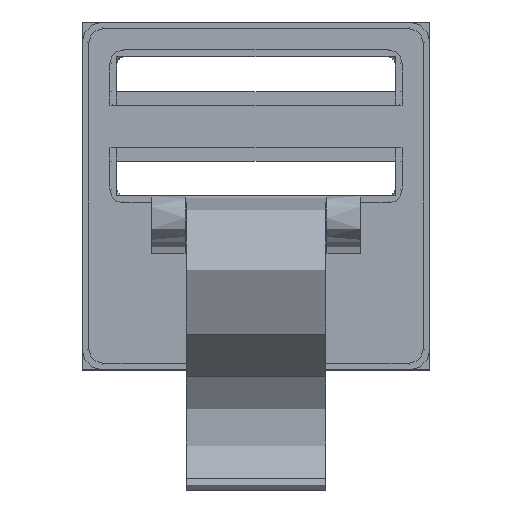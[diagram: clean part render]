
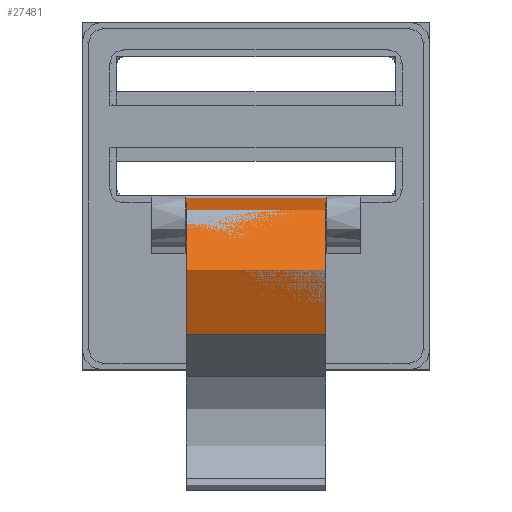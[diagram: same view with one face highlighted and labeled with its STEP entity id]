
A CAD part, top view. The second image highlights one B-rep face of the part: STEP entity #27481.
In plain terms, the highlighted cylindrical face has radius 11.575 mm (diameter 23.15 mm), a partial arc.
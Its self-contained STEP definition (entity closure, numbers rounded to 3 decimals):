
#26664 = CYLINDRICAL_SURFACE('',#26665,3.2);
#26665 = AXIS2_PLACEMENT_3D('',#26666,#26667,#26668);
#26666 = CARTESIAN_POINT('',(-13.15,7.,-10.));
#26667 = DIRECTION('',(0.,0.,-1.));
#26668 = DIRECTION('',(1.,0.,0.));
#26693 = PLANE('',#26694);
#26694 = AXIS2_PLACEMENT_3D('',#26695,#26696,#26697);
#26695 = CARTESIAN_POINT('',(-28.946,11.127,10.));
#26696 = DIRECTION('',(0.,0.,-1.));
#26697 = DIRECTION('',(0.,-1.,0.));
#26752 = PLANE('',#26753);
#26753 = AXIS2_PLACEMENT_3D('',#26754,#26755,#26756);
#26754 = CARTESIAN_POINT('',(-28.946,11.127,-10.));
#26755 = DIRECTION('',(0.,0.,-1.));
#26756 = DIRECTION('',(0.,-1.,0.));
#27368 = PLANE('',#27369);
#27369 = AXIS2_PLACEMENT_3D('',#27370,#27371,#27372);
#27370 = CARTESIAN_POINT('',(-29.872,16.798,-10.));
#27371 = DIRECTION('',(0.743,-0.669,0.));
#27372 = DIRECTION('',(-0.669,-0.743,0.));
#27409 = EDGE_CURVE('',#27410,#27412,#27414,.T.);
#27410 = VERTEX_POINT('',#27411);
#27411 = CARTESIAN_POINT('',(-29.872,16.798,-10.));
#27412 = VERTEX_POINT('',#27413);
#27413 = CARTESIAN_POINT('',(-29.872,16.798,10.));
#27414 = SURFACE_CURVE('',#27415,(#27419,#27426),.PCURVE_S1.);
#27415 = LINE('',#27416,#27417);
#27416 = CARTESIAN_POINT('',(-29.872,16.798,-10.));
#27417 = VECTOR('',#27418,1.);
#27418 = DIRECTION('',(0.,0.,1.));
#27419 = PCURVE('',#27368,#27420);
#27420 = DEFINITIONAL_REPRESENTATION('',(#27421),#27425);
#27421 = LINE('',#27422,#27423);
#27422 = CARTESIAN_POINT('',(0.,0.));
#27423 = VECTOR('',#27424,1.);
#27424 = DIRECTION('',(0.,-1.));
#27425 = ( GEOMETRIC_REPRESENTATION_CONTEXT(2) 
PARAMETRIC_REPRESENTATION_CONTEXT() REPRESENTATION_CONTEXT('2D SPACE',''
  ) );
#27426 = PCURVE('',#27427,#27432);
#27427 = CYLINDRICAL_SURFACE('',#27428,11.575);
#27428 = AXIS2_PLACEMENT_3D('',#27429,#27430,#27431);
#27429 = CARTESIAN_POINT('',(-21.269,9.055,-10.));
#27430 = DIRECTION('',(0.,0.,-1.));
#27431 = DIRECTION('',(1.,0.,0.));
#27432 = DEFINITIONAL_REPRESENTATION('',(#27433),#27437);
#27433 = LINE('',#27434,#27435);
#27434 = CARTESIAN_POINT('',(-8.692,0.));
#27435 = VECTOR('',#27436,1.);
#27436 = DIRECTION('',(-0.,-1.));
#27437 = ( GEOMETRIC_REPRESENTATION_CONTEXT(2) 
PARAMETRIC_REPRESENTATION_CONTEXT() REPRESENTATION_CONTEXT('2D SPACE',''
  ) );
#27481 = ADVANCED_FACE('',(#27482),#27427,.T.);
#27482 = FACE_BOUND('',#27483,.F.);
#27483 = EDGE_LOOP('',(#27484,#27509,#27535,#27536));
#27484 = ORIENTED_EDGE('',*,*,#27485,.T.);
#27485 = EDGE_CURVE('',#27486,#27488,#27490,.T.);
#27486 = VERTEX_POINT('',#27487);
#27487 = CARTESIAN_POINT('',(-10.048,6.215,-10.));
#27488 = VERTEX_POINT('',#27489);
#27489 = CARTESIAN_POINT('',(-10.048,6.215,10.));
#27490 = SURFACE_CURVE('',#27491,(#27495,#27502),.PCURVE_S1.);
#27491 = LINE('',#27492,#27493);
#27492 = CARTESIAN_POINT('',(-10.048,6.215,-10.));
#27493 = VECTOR('',#27494,1.);
#27494 = DIRECTION('',(0.,0.,1.));
#27495 = PCURVE('',#27427,#27496);
#27496 = DEFINITIONAL_REPRESENTATION('',(#27497),#27501);
#27497 = LINE('',#27498,#27499);
#27498 = CARTESIAN_POINT('',(-6.035,0.));
#27499 = VECTOR('',#27500,1.);
#27500 = DIRECTION('',(-0.,-1.));
#27501 = ( GEOMETRIC_REPRESENTATION_CONTEXT(2) 
PARAMETRIC_REPRESENTATION_CONTEXT() REPRESENTATION_CONTEXT('2D SPACE',''
  ) );
#27502 = PCURVE('',#26664,#27503);
#27503 = DEFINITIONAL_REPRESENTATION('',(#27504),#27508);
#27504 = LINE('',#27505,#27506);
#27505 = CARTESIAN_POINT('',(-6.035,0.));
#27506 = VECTOR('',#27507,1.);
#27507 = DIRECTION('',(-0.,-1.));
#27508 = ( GEOMETRIC_REPRESENTATION_CONTEXT(2) 
PARAMETRIC_REPRESENTATION_CONTEXT() REPRESENTATION_CONTEXT('2D SPACE',''
  ) );
#27509 = ORIENTED_EDGE('',*,*,#27510,.T.);
#27510 = EDGE_CURVE('',#27488,#27412,#27511,.T.);
#27511 = SURFACE_CURVE('',#27512,(#27517,#27524),.PCURVE_S1.);
#27512 = CIRCLE('',#27513,11.575);
#27513 = AXIS2_PLACEMENT_3D('',#27514,#27515,#27516);
#27514 = CARTESIAN_POINT('',(-21.269,9.055,10.));
#27515 = DIRECTION('',(0.,0.,1.));
#27516 = DIRECTION('',(1.,0.,0.));
#27517 = PCURVE('',#27427,#27518);
#27518 = DEFINITIONAL_REPRESENTATION('',(#27519),#27523);
#27519 = LINE('',#27520,#27521);
#27520 = CARTESIAN_POINT('',(-0.,-20.));
#27521 = VECTOR('',#27522,1.);
#27522 = DIRECTION('',(-1.,0.));
#27523 = ( GEOMETRIC_REPRESENTATION_CONTEXT(2) 
PARAMETRIC_REPRESENTATION_CONTEXT() REPRESENTATION_CONTEXT('2D SPACE',''
  ) );
#27524 = PCURVE('',#26693,#27525);
#27525 = DEFINITIONAL_REPRESENTATION('',(#27526),#27534);
#27526 = ( BOUNDED_CURVE() B_SPLINE_CURVE(2,(#27527,#27528,#27529,#27530
    ,#27531,#27532,#27533),.UNSPECIFIED.,.T.,.F.) 
B_SPLINE_CURVE_WITH_KNOTS((1,2,2,2,2,1),(-2.094,0.,
    2.094,4.189,6.283,8.378),
.UNSPECIFIED.) CURVE() GEOMETRIC_REPRESENTATION_ITEM() 
RATIONAL_B_SPLINE_CURVE((1.,0.5,1.,0.5,1.,0.5,1.)) REPRESENTATION_ITEM(
  '') );
#27527 = CARTESIAN_POINT('',(2.072,-19.252));
#27528 = CARTESIAN_POINT('',(-17.976,-19.252));
#27529 = CARTESIAN_POINT('',(-7.952,-1.889));
#27530 = CARTESIAN_POINT('',(2.072,15.473));
#27531 = CARTESIAN_POINT('',(12.096,-1.889));
#27532 = CARTESIAN_POINT('',(22.12,-19.252));
#27533 = CARTESIAN_POINT('',(2.072,-19.252));
#27534 = ( GEOMETRIC_REPRESENTATION_CONTEXT(2) 
PARAMETRIC_REPRESENTATION_CONTEXT() REPRESENTATION_CONTEXT('2D SPACE',''
  ) );
#27535 = ORIENTED_EDGE('',*,*,#27409,.F.);
#27536 = ORIENTED_EDGE('',*,*,#27537,.F.);
#27537 = EDGE_CURVE('',#27486,#27410,#27538,.T.);
#27538 = SURFACE_CURVE('',#27539,(#27544,#27551),.PCURVE_S1.);
#27539 = CIRCLE('',#27540,11.575);
#27540 = AXIS2_PLACEMENT_3D('',#27541,#27542,#27543);
#27541 = CARTESIAN_POINT('',(-21.269,9.055,-10.));
#27542 = DIRECTION('',(0.,0.,1.));
#27543 = DIRECTION('',(1.,0.,0.));
#27544 = PCURVE('',#27427,#27545);
#27545 = DEFINITIONAL_REPRESENTATION('',(#27546),#27550);
#27546 = LINE('',#27547,#27548);
#27547 = CARTESIAN_POINT('',(-0.,0.));
#27548 = VECTOR('',#27549,1.);
#27549 = DIRECTION('',(-1.,0.));
#27550 = ( GEOMETRIC_REPRESENTATION_CONTEXT(2) 
PARAMETRIC_REPRESENTATION_CONTEXT() REPRESENTATION_CONTEXT('2D SPACE',''
  ) );
#27551 = PCURVE('',#26752,#27552);
#27552 = DEFINITIONAL_REPRESENTATION('',(#27553),#27561);
#27553 = ( BOUNDED_CURVE() B_SPLINE_CURVE(2,(#27554,#27555,#27556,#27557
    ,#27558,#27559,#27560),.UNSPECIFIED.,.T.,.F.) 
B_SPLINE_CURVE_WITH_KNOTS((1,2,2,2,2,1),(-2.094,0.,
    2.094,4.189,6.283,8.378),
.UNSPECIFIED.) CURVE() GEOMETRIC_REPRESENTATION_ITEM() 
RATIONAL_B_SPLINE_CURVE((1.,0.5,1.,0.5,1.,0.5,1.)) REPRESENTATION_ITEM(
  '') );
#27554 = CARTESIAN_POINT('',(2.072,-19.252));
#27555 = CARTESIAN_POINT('',(-17.976,-19.252));
#27556 = CARTESIAN_POINT('',(-7.952,-1.889));
#27557 = CARTESIAN_POINT('',(2.072,15.473));
#27558 = CARTESIAN_POINT('',(12.096,-1.889));
#27559 = CARTESIAN_POINT('',(22.12,-19.252));
#27560 = CARTESIAN_POINT('',(2.072,-19.252));
#27561 = ( GEOMETRIC_REPRESENTATION_CONTEXT(2) 
PARAMETRIC_REPRESENTATION_CONTEXT() REPRESENTATION_CONTEXT('2D SPACE',''
  ) );
